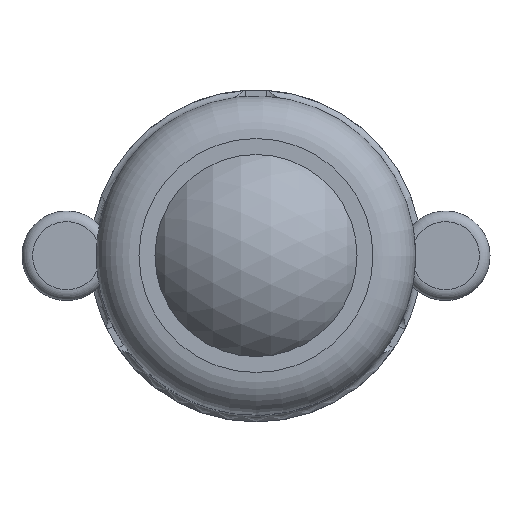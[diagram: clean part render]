
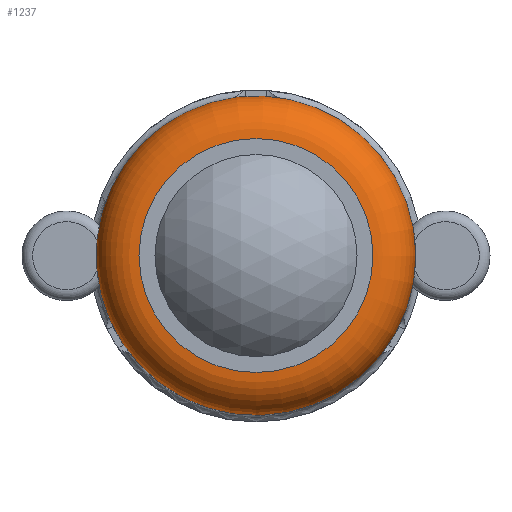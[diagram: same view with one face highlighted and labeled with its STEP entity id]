
A CAD part, top view. The second image highlights one B-rep face of the part: STEP entity #1237.
In plain terms, the highlighted toroidal (fillet/blend) face has major radius 5.5 mm and minor radius 2 mm.
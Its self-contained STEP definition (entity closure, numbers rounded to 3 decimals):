
#70 = CARTESIAN_POINT ( 'NONE',  ( 0., 0., 13. ) ) ;
#116 = FACE_OUTER_BOUND ( 'NONE', #541, .T. ) ;
#139 = DIRECTION ( 'NONE',  ( 1., 0., 0. ) ) ;
#286 = DIRECTION ( 'NONE',  ( 1., 0., 0. ) ) ;
#360 = CARTESIAN_POINT ( 'NONE',  ( 7.5, 0., 11. ) ) ;
#541 = EDGE_LOOP ( 'NONE', ( #2867 ) ) ;
#688 = CARTESIAN_POINT ( 'NONE',  ( 0., 0., 11. ) ) ;
#1213 = EDGE_CURVE ( 'NONE', #2154, #2154, #1340, .T. ) ;
#1233 = ORIENTED_EDGE ( 'NONE', *, *, #2460, .F. ) ;
#1237 = ADVANCED_FACE ( 'NONE', ( #2574, #116 ), #3172, .T. ) ;
#1340 = CIRCLE ( 'NONE', #1795, 5.5 ) ;
#1775 = AXIS2_PLACEMENT_3D ( 'NONE', #688, #1924, #286 ) ;
#1795 = AXIS2_PLACEMENT_3D ( 'NONE', #70, #3240, #3795 ) ;
#1924 = DIRECTION ( 'NONE',  ( 0., 0., -1. ) ) ;
#2154 = VERTEX_POINT ( 'NONE', #2850 ) ;
#2162 = CIRCLE ( 'NONE', #1775, 7.5 ) ;
#2221 = CARTESIAN_POINT ( 'NONE',  ( 0., 0., 11. ) ) ;
#2460 = EDGE_CURVE ( 'NONE', #2809, #2809, #2162, .T. ) ;
#2574 = FACE_OUTER_BOUND ( 'NONE', #3832, .T. ) ;
#2809 = VERTEX_POINT ( 'NONE', #360 ) ;
#2850 = CARTESIAN_POINT ( 'NONE',  ( 5.5, 0., 13. ) ) ;
#2867 = ORIENTED_EDGE ( 'NONE', *, *, #1213, .F. ) ;
#3172 = TOROIDAL_SURFACE ( 'NONE', #3644, 5.5, 2. ) ;
#3240 = DIRECTION ( 'NONE',  ( 0., 0., 1. ) ) ;
#3644 = AXIS2_PLACEMENT_3D ( 'NONE', #2221, #3870, #139 ) ;
#3795 = DIRECTION ( 'NONE',  ( 1., 0., 0. ) ) ;
#3832 = EDGE_LOOP ( 'NONE', ( #1233 ) ) ;
#3870 = DIRECTION ( 'NONE',  ( 0., 0., 1. ) ) ;
